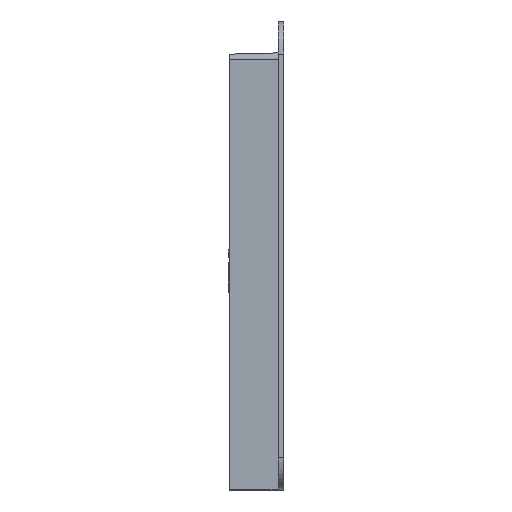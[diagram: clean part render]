
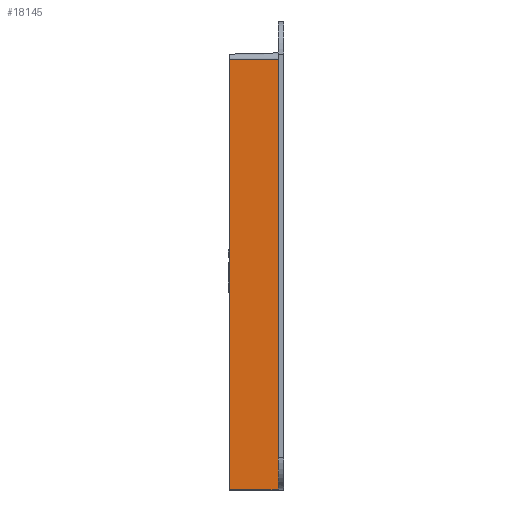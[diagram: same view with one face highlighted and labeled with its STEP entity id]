
A CAD part, left-side view. The second image highlights one B-rep face of the part: STEP entity #18145.
In plain terms, the highlighted planar face has unit normal (-1, 0.024, 0).
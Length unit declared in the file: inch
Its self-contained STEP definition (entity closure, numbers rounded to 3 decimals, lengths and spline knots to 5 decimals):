
#302=ELLIPSE('',#19260,25.04161,0.59);
#968=PLANE('',#19264);
#2664=FACE_OUTER_BOUND('',#3634,.T.);
#3634=EDGE_LOOP('',(#17014,#17015,#17016,#17017));
#3671=LINE('',#23610,#5727);
#4109=LINE('',#24621,#6165);
#5691=LINE('',#29375,#7747);
#5727=VECTOR('',#19317,7.90098);
#6165=VECTOR('',#19827,0.90029);
#7747=VECTOR('',#23489,7.89254);
#8069=VERTEX_POINT('',#23607);
#8070=VERTEX_POINT('',#23609);
#8550=VERTEX_POINT('',#24617);
#9715=VERTEX_POINT('',#29368);
#9724=EDGE_CURVE('',#8069,#8070,#3671,.T.);
#10209=EDGE_CURVE('',#8070,#8550,#4109,.T.);
#12159=EDGE_CURVE('',#9715,#8069,#302,.T.);
#12161=EDGE_CURVE('',#9715,#8550,#5691,.T.);
#17014=ORIENTED_EDGE('',*,*,#12159,.F.);
#17015=ORIENTED_EDGE('',*,*,#12161,.T.);
#17016=ORIENTED_EDGE('',*,*,#10209,.F.);
#17017=ORIENTED_EDGE('',*,*,#9724,.F.);
#18145=ADVANCED_FACE('',(#2664),#968,.T.);
#19260=AXIS2_PLACEMENT_3D('',#29370,#23480,#23481);
#19264=AXIS2_PLACEMENT_3D('',#29376,#23490,#23491);
#19317=DIRECTION('',(0.,0.,1.));
#19827=DIRECTION('',(-0.024,-1.,-0.009));
#23480=DIRECTION('center_axis',(1.,-0.024,0.));
#23481=DIRECTION('ref_axis',(-0.024,-1.,0.));
#23489=DIRECTION('',(0.,0.,1.));
#23490=DIRECTION('center_axis',(-1.,0.024,0.));
#23491=DIRECTION('ref_axis',(-0.024,-1.,0.));
#23607=CARTESIAN_POINT('',(-5.1,0.1,-3.99999));
#23609=CARTESIAN_POINT('',(-5.1,0.1,3.90098));
#23610=CARTESIAN_POINT('',(-5.1,0.1,-4.));
#24617=CARTESIAN_POINT('',(-5.12121,-0.8,3.89301));
#24621=CARTESIAN_POINT('',(-5.10587,-0.14907,3.89878));
#29368=CARTESIAN_POINT('',(-5.12121,-0.8,-3.99952));
#29370=CARTESIAN_POINT('Origin',(-5.0975,0.20608,-3.41));
#29375=CARTESIAN_POINT('',(-5.12121,-0.8,-1.8525));
#29376=CARTESIAN_POINT('Origin',(-5.1,0.1,-4.));
